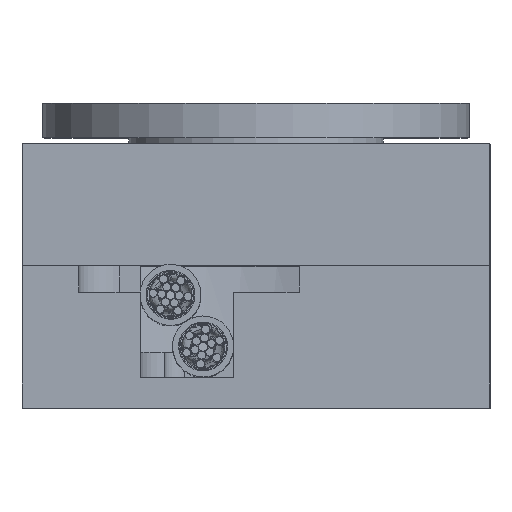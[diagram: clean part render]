
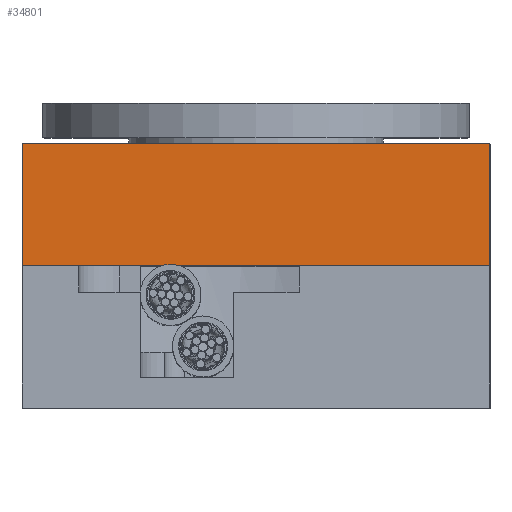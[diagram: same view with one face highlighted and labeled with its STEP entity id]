
A CAD part, top view. The second image highlights one B-rep face of the part: STEP entity #34801.
In plain terms, the highlighted planar face has unit normal (0, 0, 1).
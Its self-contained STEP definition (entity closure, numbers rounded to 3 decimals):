
#4230 = VERTEX_POINT ( 'NONE', #8737 ) ;
#5899 = CARTESIAN_POINT ( 'NONE',  ( -11.5, 12.5, 14.5 ) ) ;
#6104 = DIRECTION ( 'NONE',  ( 0., -1., 0. ) ) ;
#6793 = CARTESIAN_POINT ( 'NONE',  ( -11.5, 6.5, 14.5 ) ) ;
#7237 = ORIENTED_EDGE ( 'NONE', *, *, #27968, .F. ) ;
#7422 = CARTESIAN_POINT ( 'NONE',  ( 11.5, 6.5, 14.5 ) ) ;
#8235 = DIRECTION ( 'NONE',  ( 1., 0., 0. ) ) ;
#8737 = CARTESIAN_POINT ( 'NONE',  ( 11.5, 12.5, 14.5 ) ) ;
#9095 = DIRECTION ( 'NONE',  ( 0., 0., -1. ) ) ;
#11493 = AXIS2_PLACEMENT_3D ( 'NONE', #21299, #9095, #45701 ) ;
#11587 = LINE ( 'NONE', #6793, #44411 ) ;
#12889 = VECTOR ( 'NONE', #29915, 1000. ) ;
#13095 = EDGE_LOOP ( 'NONE', ( #18492, #7237, #18231, #49521 ) ) ;
#13922 = LINE ( 'NONE', #5899, #12889 ) ;
#15068 = DIRECTION ( 'NONE',  ( 1., 0., 0. ) ) ;
#17207 = VECTOR ( 'NONE', #6104, 1000. ) ;
#18116 = CARTESIAN_POINT ( 'NONE',  ( 11.5, 12.5, 14.5 ) ) ;
#18231 = ORIENTED_EDGE ( 'NONE', *, *, #34493, .F. ) ;
#18373 = LINE ( 'NONE', #18116, #17207 ) ;
#18492 = ORIENTED_EDGE ( 'NONE', *, *, #20007, .T. ) ;
#18652 = VERTEX_POINT ( 'NONE', #47974 ) ;
#20007 = EDGE_CURVE ( 'NONE', #18652, #39124, #11587, .T. ) ;
#21299 = CARTESIAN_POINT ( 'NONE',  ( -11.5, 12.5, 14.5 ) ) ;
#21942 = EDGE_CURVE ( 'NONE', #37874, #18652, #13922, .T. ) ;
#27968 = EDGE_CURVE ( 'NONE', #4230, #39124, #18373, .T. ) ;
#29915 = DIRECTION ( 'NONE',  ( 0., -1., 0. ) ) ;
#34493 = EDGE_CURVE ( 'NONE', #37874, #4230, #37081, .T. ) ;
#34801 = ADVANCED_FACE ( 'NONE', ( #49644 ), #45640, .F. ) ;
#37081 = LINE ( 'NONE', #44854, #51575 ) ;
#37874 = VERTEX_POINT ( 'NONE', #38165 ) ;
#38165 = CARTESIAN_POINT ( 'NONE',  ( -11.5, 12.5, 14.5 ) ) ;
#39124 = VERTEX_POINT ( 'NONE', #7422 ) ;
#44411 = VECTOR ( 'NONE', #15068, 1000. ) ;
#44854 = CARTESIAN_POINT ( 'NONE',  ( -11.5, 12.5, 14.5 ) ) ;
#45640 = PLANE ( 'NONE',  #11493 ) ;
#45701 = DIRECTION ( 'NONE',  ( -1., 0., 0. ) ) ;
#47974 = CARTESIAN_POINT ( 'NONE',  ( -11.5, 6.5, 14.5 ) ) ;
#49521 = ORIENTED_EDGE ( 'NONE', *, *, #21942, .T. ) ;
#49644 = FACE_OUTER_BOUND ( 'NONE', #13095, .T. ) ;
#51575 = VECTOR ( 'NONE', #8235, 1000. ) ;
